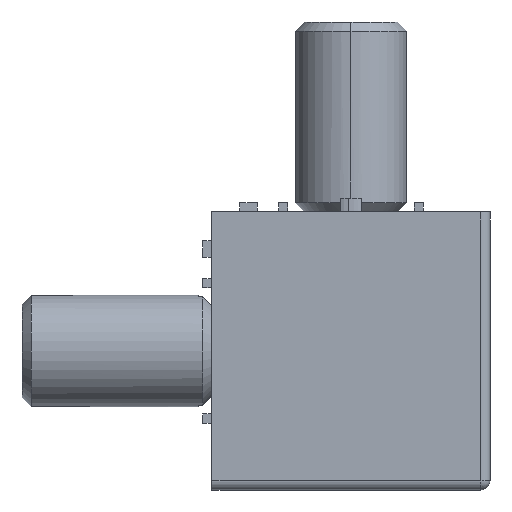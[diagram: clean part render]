
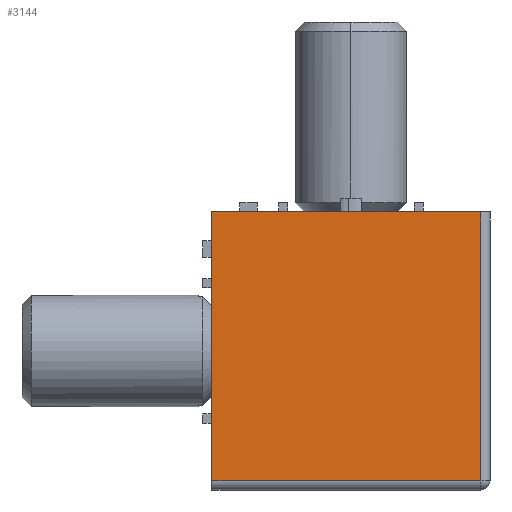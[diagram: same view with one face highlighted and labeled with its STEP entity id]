
A CAD part, left-side view. The second image highlights one B-rep face of the part: STEP entity #3144.
In plain terms, the highlighted planar face has unit normal (-1, 0, 0).
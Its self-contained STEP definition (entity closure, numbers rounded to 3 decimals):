
#110 = EDGE_LOOP ( 'NONE', ( #3453, #1764, #5764, #6706 ) ) ;
#565 = LINE ( 'NONE', #2493, #582 ) ;
#582 = VECTOR ( 'NONE', #4212, 1000. ) ;
#662 = EDGE_CURVE ( 'NONE', #5459, #5558, #6091, .T. ) ;
#773 = DIRECTION ( 'NONE',  ( 0., 0., -1. ) ) ;
#1093 = CARTESIAN_POINT ( 'NONE',  ( -15., 1., 15. ) ) ;
#1230 = AXIS2_PLACEMENT_3D ( 'NONE', #2273, #1840, #773 ) ;
#1479 = DIRECTION ( 'NONE',  ( 0., 0., 1. ) ) ;
#1577 = VECTOR ( 'NONE', #5666, 1000. ) ;
#1764 = ORIENTED_EDGE ( 'NONE', *, *, #2591, .T. ) ;
#1840 = DIRECTION ( 'NONE',  ( 1., 0., 0. ) ) ;
#1843 = LINE ( 'NONE', #1889, #4997 ) ;
#1889 = CARTESIAN_POINT ( 'NONE',  ( -15., 30., 0. ) ) ;
#2234 = EDGE_CURVE ( 'NONE', #2365, #5459, #1843, .T. ) ;
#2273 = CARTESIAN_POINT ( 'NONE',  ( -15., 2., -15. ) ) ;
#2365 = VERTEX_POINT ( 'NONE', #5012 ) ;
#2441 = VERTEX_POINT ( 'NONE', #4432 ) ;
#2477 = CARTESIAN_POINT ( 'NONE',  ( -15., 2., 15. ) ) ;
#2492 = CARTESIAN_POINT ( 'NONE',  ( -15., 30., 15. ) ) ;
#2493 = CARTESIAN_POINT ( 'NONE',  ( -15., 2., -14. ) ) ;
#2591 = EDGE_CURVE ( 'NONE', #2441, #5558, #2691, .T. ) ;
#2691 = LINE ( 'NONE', #6797, #2896 ) ;
#2896 = VECTOR ( 'NONE', #1479, 1000. ) ;
#3144 = ADVANCED_FACE ( 'NONE', ( #3254 ), #5902, .F. ) ;
#3254 = FACE_OUTER_BOUND ( 'NONE', #110, .T. ) ;
#3453 = ORIENTED_EDGE ( 'NONE', *, *, #4004, .T. ) ;
#4004 = EDGE_CURVE ( 'NONE', #2365, #2441, #565, .T. ) ;
#4212 = DIRECTION ( 'NONE',  ( 0., -1., 0. ) ) ;
#4432 = CARTESIAN_POINT ( 'NONE',  ( -15., 1., -14. ) ) ;
#4997 = VECTOR ( 'NONE', #5649, 1000. ) ;
#5012 = CARTESIAN_POINT ( 'NONE',  ( -15., 30., -14. ) ) ;
#5459 = VERTEX_POINT ( 'NONE', #2492 ) ;
#5558 = VERTEX_POINT ( 'NONE', #1093 ) ;
#5649 = DIRECTION ( 'NONE',  ( 0., 0., 1. ) ) ;
#5666 = DIRECTION ( 'NONE',  ( 0., -1., 0. ) ) ;
#5764 = ORIENTED_EDGE ( 'NONE', *, *, #662, .F. ) ;
#5902 = PLANE ( 'NONE',  #1230 ) ;
#6091 = LINE ( 'NONE', #2477, #1577 ) ;
#6706 = ORIENTED_EDGE ( 'NONE', *, *, #2234, .F. ) ;
#6797 = CARTESIAN_POINT ( 'NONE',  ( -15., 1., -15. ) ) ;
